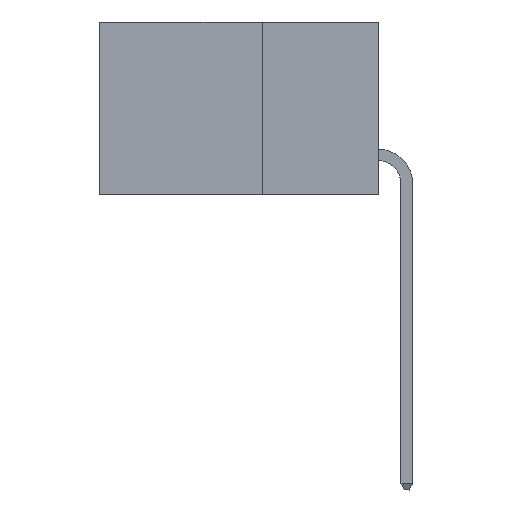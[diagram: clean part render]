
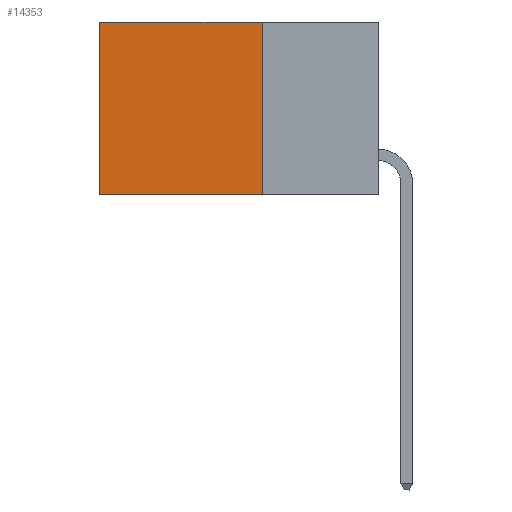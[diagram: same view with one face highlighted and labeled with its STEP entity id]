
A CAD part, left-side view. The second image highlights one B-rep face of the part: STEP entity #14353.
In plain terms, the highlighted planar face has unit normal (-1, 0, 0).
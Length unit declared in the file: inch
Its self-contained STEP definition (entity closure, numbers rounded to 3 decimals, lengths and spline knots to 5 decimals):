
#328 = DIRECTION ( 'NONE',  ( 0., 0., -1. ) ) ;
#382 = FACE_OUTER_BOUND ( 'NONE', #905, .T. ) ;
#905 = EDGE_LOOP ( 'NONE', ( #5582, #4129, #2074, #4155 ) ) ;
#1243 = CARTESIAN_POINT ( 'NONE',  ( 0.298, 0.6, -0.37 ) ) ;
#1346 = CARTESIAN_POINT ( 'NONE',  ( 0.298, 0.6, 0. ) ) ;
#2074 = ORIENTED_EDGE ( 'NONE', *, *, #16692, .F. ) ;
#2872 = CARTESIAN_POINT ( 'NONE',  ( 0.298, 0.25, -0.37 ) ) ;
#3803 = LINE ( 'NONE', #15628, #9042 ) ;
#3837 = VERTEX_POINT ( 'NONE', #2872 ) ;
#4129 = ORIENTED_EDGE ( 'NONE', *, *, #15200, .F. ) ;
#4155 = ORIENTED_EDGE ( 'NONE', *, *, #9839, .T. ) ;
#4307 = VERTEX_POINT ( 'NONE', #1346 ) ;
#4738 = VECTOR ( 'NONE', #11245, 39.37008 ) ;
#5448 = VECTOR ( 'NONE', #328, 39.37008 ) ;
#5540 = DIRECTION ( 'NONE',  ( 0., 0., -1. ) ) ;
#5582 = ORIENTED_EDGE ( 'NONE', *, *, #13534, .T. ) ;
#6023 = LINE ( 'NONE', #14571, #11275 ) ;
#6187 = DIRECTION ( 'NONE',  ( 0., 1., 0. ) ) ;
#7239 = VERTEX_POINT ( 'NONE', #1243 ) ;
#8496 = DIRECTION ( 'NONE',  ( 0., 0., -1. ) ) ;
#8888 = CARTESIAN_POINT ( 'NONE',  ( 0.298, 0.25, 0. ) ) ;
#9042 = VECTOR ( 'NONE', #6187, 39.37008 ) ;
#9839 = EDGE_CURVE ( 'NONE', #12045, #4307, #3803, .T. ) ;
#10459 = LINE ( 'NONE', #16457, #5448 ) ;
#11245 = DIRECTION ( 'NONE',  ( 0., 1., 0. ) ) ;
#11275 = VECTOR ( 'NONE', #5540, 39.37008 ) ;
#12045 = VERTEX_POINT ( 'NONE', #8888 ) ;
#13534 = EDGE_CURVE ( 'NONE', #4307, #7239, #10459, .T. ) ;
#14353 = ADVANCED_FACE ( 'NONE', ( #382 ), #15588, .F. ) ;
#14571 = CARTESIAN_POINT ( 'NONE',  ( 0.298, 0.25, 0. ) ) ;
#15089 = CARTESIAN_POINT ( 'NONE',  ( 0.298, 0.25, 0. ) ) ;
#15200 = EDGE_CURVE ( 'NONE', #3837, #7239, #15325, .T. ) ;
#15325 = LINE ( 'NONE', #16230, #4738 ) ;
#15432 = AXIS2_PLACEMENT_3D ( 'NONE', #15089, #16416, #8496 ) ;
#15588 = PLANE ( 'NONE',  #15432 ) ;
#15628 = CARTESIAN_POINT ( 'NONE',  ( 0.298, 0.25, 0. ) ) ;
#16230 = CARTESIAN_POINT ( 'NONE',  ( 0.298, 0.25, -0.37 ) ) ;
#16416 = DIRECTION ( 'NONE',  ( 1., 0., 0. ) ) ;
#16457 = CARTESIAN_POINT ( 'NONE',  ( 0.298, 0.6, 0. ) ) ;
#16692 = EDGE_CURVE ( 'NONE', #12045, #3837, #6023, .T. ) ;
